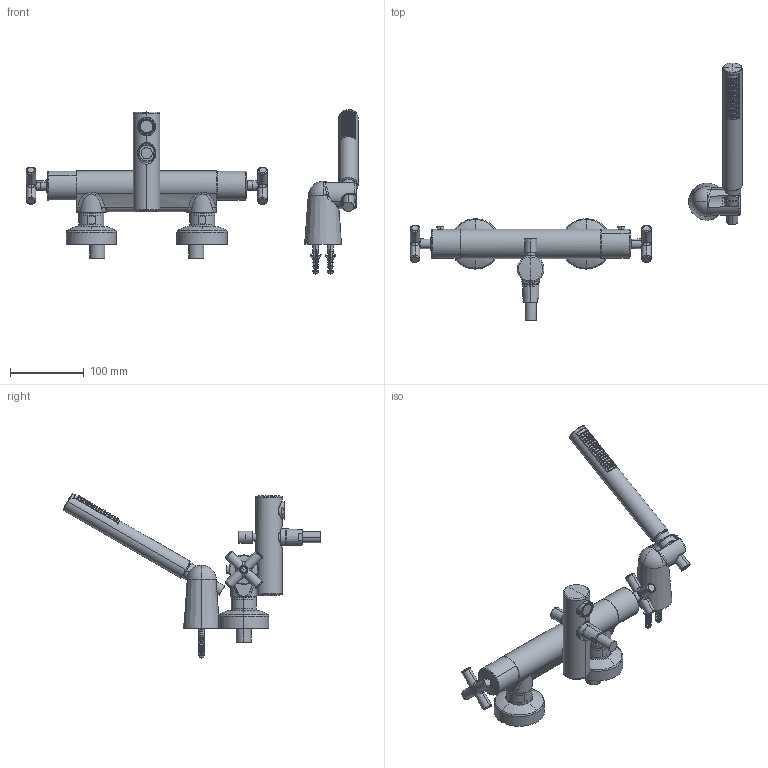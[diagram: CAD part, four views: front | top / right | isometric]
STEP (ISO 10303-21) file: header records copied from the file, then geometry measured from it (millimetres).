
FILE_DESCRIPTION(('CATIA V5 STEP Exchange','CAx-IF Rec.Pracs.--- Model Styling and Organization---1.5--- 2016-08-15','CAx-IF Rec.Pracs.---Supplemental Geometry---1.0---2011-11-01','CAx-IF Rec.Pracs.--- Composite Materials ---3.4---2017-06-13','CAx-IF Rec.Pracs.---Tessellated 3D Geometry---1.0---2015-12-17'),'2;1');
FILE_NAME('SUD27010 x Rendering.stp','2024-02-06T09:29:09+00:00',('none'),('none'),'CATIA Version 5-6 Release 2020 SP2','CATIA V5 STEP AP242 v2','none');
FILE_SCHEMA(('AP242_MANAGED_MODEL_BASED_3D_ENGINEERING_MIM_LF {1 0 10303 442 1 1 4}'));
Length unit declared in the file: millimetre
Products named in the file (1): PRSUD27010_AllCATPart
Bounding box: 449.21 x 348.96 x 223.03 mm (x, y, z)
Volume: 762100.4 mm3; surface area: 294385.7 mm2
Topology: 57 solids, 75 shells, 3515 faces, 9467 edges, 6221 vertices
Faces by surface type: plane 1398, cylinder 1168, torus 383, cone 278, bspline 250, sphere 38
Entity records: 135543 total; most frequent: CARTESIAN_POINT 57973, ORIENTED_EDGE 18782, DIRECTION 11260, EDGE_CURVE 9427, VERTEX_POINT 6221, AXIS2_PLACEMENT_3D 5216, EDGE_LOOP 3804, VECTOR 3684
